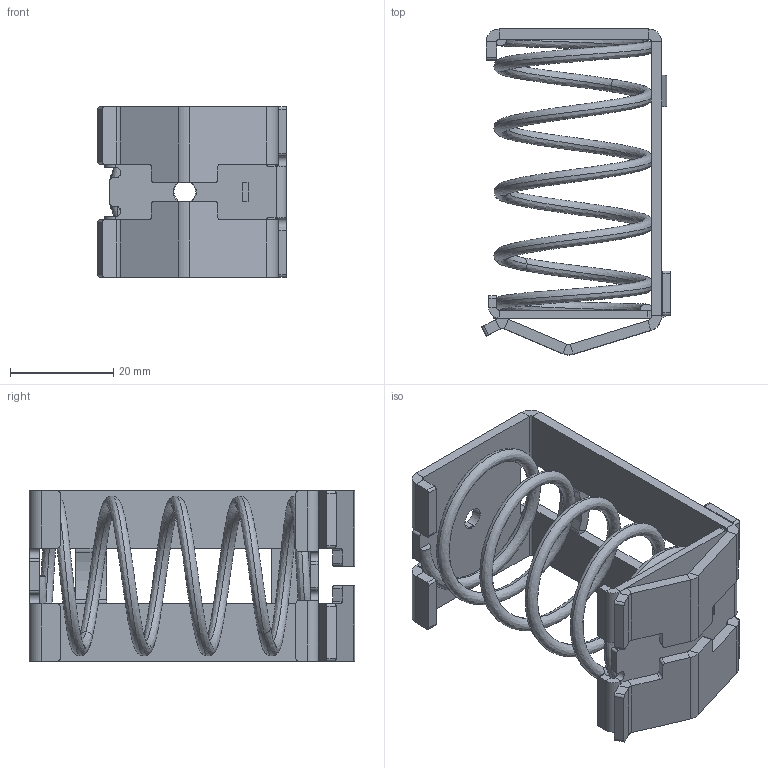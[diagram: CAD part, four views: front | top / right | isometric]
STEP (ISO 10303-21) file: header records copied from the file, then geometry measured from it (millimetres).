
FILE_DESCRIPTION((''),'2;1');
FILE_NAME('17360_0_SAB32.stp','2022-12-22T',('Andreas Nolte'),(''),'CREO PARAMETRIC BY PTC INC, 2017300','CREO PARAMETRIC BY PTC INC, 2017300','');
FILE_SCHEMA(('CONFIG_CONTROL_DESIGN'));
Length unit declared in the file: millimetre
Products named in the file (4): 17360_0_SAB32; SAP150320D_BIEGUNG2; DUMMY_VD-268C; SAB32_ASM
Assembly tree (3 placements, depth 2):
  SAB32_ASM
    17360_0_SAB32
    SAP150320D_BIEGUNG2
    DUMMY_VD-268C
Bounding box: 36.6 x 63.12 x 33 mm (x, y, z)
Volume: 10806.5 mm3; surface area: 14466.8 mm2
Topology: 3 solids, 3 shells, 227 faces, 536 edges, 314 vertices
Faces by surface type: plane 140, cylinder 81, bspline 6
Entity records: 8770 total; most frequent: CARTESIAN_POINT 3366, DIRECTION 1140, ORIENTED_EDGE 1072, EDGE_CURVE 536, AXIS2_PLACEMENT_3D 390, VECTOR 360, LINE 360, VERTEX_POINT 314
